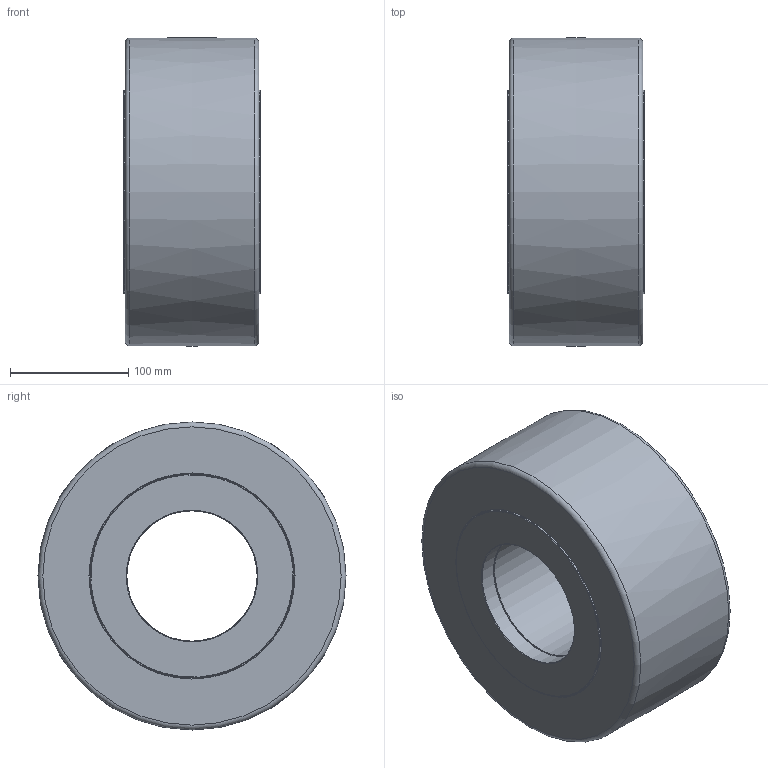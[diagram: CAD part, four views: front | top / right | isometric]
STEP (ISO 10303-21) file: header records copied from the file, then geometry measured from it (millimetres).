
FILE_DESCRIPTION(/* description */ ('-'),/* implementation_level */ '2;1');
FILE_NAME(/* name */ 'SR 110.260.stp',/* time_stamp */ '2022-07-21T16:36:14+02:00',/* author */ ('hipp'),/* organization */ (''),/* preprocessor_version */ 'ST-DEVELOPER v18.1',/* originating_system */ 'Autodesk Inventor 2020',/* authorisation */ '');
FILE_SCHEMA (('AUTOMOTIVE_DESIGN { 1 0 10303 214 3 1 1 }'));
Length unit declared in the file: millimetre
Products named in the file (1): SR 110.260_Kontur
Bounding box: 115 x 260 x 259.98 mm (x, y, z)
Volume: 4635558 mm3; surface area: 480859.7 mm2
Topology: 1 solids, 1 shells, 312 faces, 1345 edges, 860 vertices
Faces by surface type: cylinder 103, plane 100, torus 90, cone 18, bspline 1
Full cylindrical faces by diameter (mm): 5 x1, 110 x1, 110.2 x2, 172 x2, 173 x3
Entity records: 16286 total; most frequent: DIRECTION 3302, ORIENTED_EDGE 2942, CARTESIAN_POINT 2738, AXIS2_PLACEMENT_3D 1523, EDGE_CURVE 1471, CIRCLE 1211, VERTEX_POINT 860, EDGE_LOOP 367
